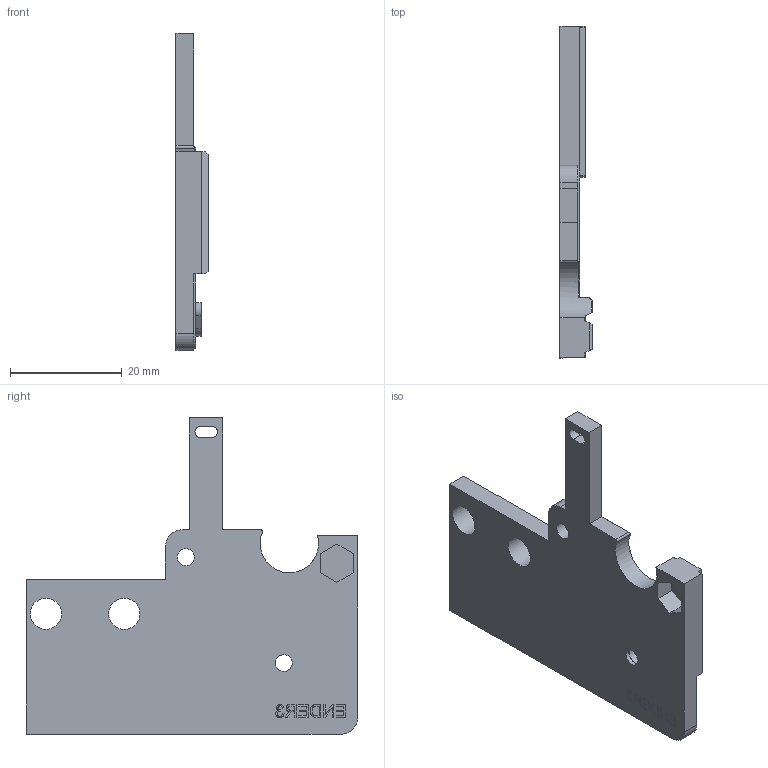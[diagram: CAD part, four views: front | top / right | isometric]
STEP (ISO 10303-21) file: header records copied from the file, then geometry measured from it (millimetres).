
FILE_DESCRIPTION(/* description */ (''),/* implementation_level */ '2;1');
FILE_NAME(/* name */ 'base.step',/* time_stamp */ '2022-01-29T15:38:00+03:00',/* author */ (''),/* organization */ (''),/* preprocessor_version */ 'ST-DEVELOPER v18.1',/* originating_system */ 'Autodesk Translation Framework v10.13.0.1454',/* authorisation */ '');
FILE_SCHEMA (('AUTOMOTIVE_DESIGN { 1 0 10303 214 3 1 1 }'));
Length unit declared in the file: millimetre
Products named in the file (3): NF Sunrise Cobra; Plate Bltouch Mount; Bltouch Mount Base
Assembly tree (2 placements, depth 3):
  NF Sunrise Cobra
    Plate Bltouch Mount
      Bltouch Mount Base
Bounding box: 5.74 x 59.29 x 56.52 mm (x, y, z)
Volume: 7141.3 mm3; surface area: 5240.1 mm2
Topology: 1 solids, 1 shells, 96 faces, 338 edges, 258 vertices
Faces by surface type: plane 72, cylinder 17, cone 6, torus 1
Full cylindrical faces by diameter (mm): 3 x1, 3.05 x2, 3.7 x1, 5.4 x2, 5.6 x2
Entity records: 4022 total; most frequent: CARTESIAN_POINT 942, ORIENTED_EDGE 676, DIRECTION 527, EDGE_CURVE 338, VERTEX_POINT 258, LINE 225, VECTOR 225, AXIS2_PLACEMENT_3D 151
